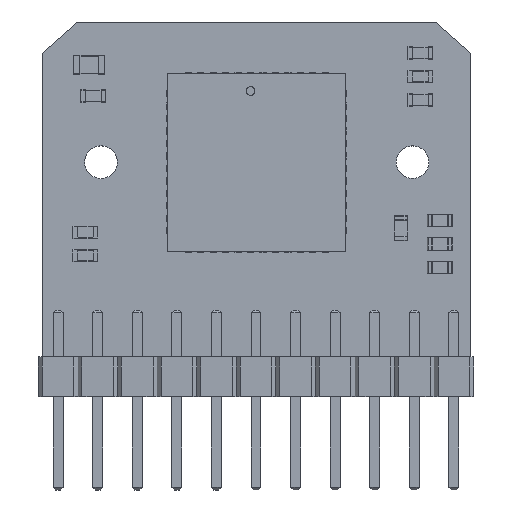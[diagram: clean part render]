
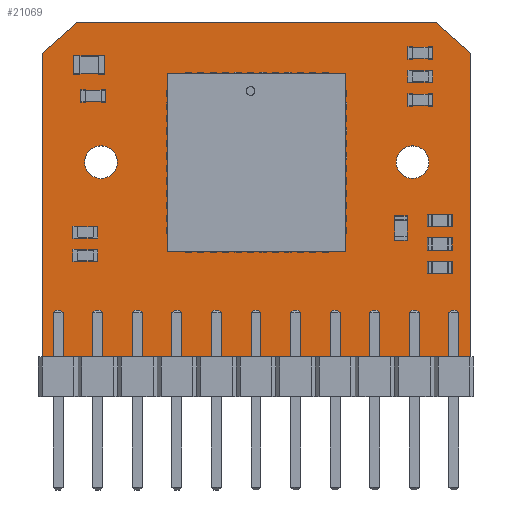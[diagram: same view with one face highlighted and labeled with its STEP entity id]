
A CAD part, top view. The second image highlights one B-rep face of the part: STEP entity #21069.
In plain terms, the highlighted planar face has unit normal (0, 0, 1).
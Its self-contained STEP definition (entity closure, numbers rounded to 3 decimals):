
#20919 = VERTEX_POINT('',#20920);
#20920 = CARTESIAN_POINT('',(46.75,-21.,1.6));
#20926 = EDGE_CURVE('',#20919,#20927,#20929,.T.);
#20927 = VERTEX_POINT('',#20928);
#20928 = CARTESIAN_POINT('',(46.75,-40.5,1.6));
#20929 = LINE('',#20930,#20931);
#20930 = CARTESIAN_POINT('',(46.75,-21.,1.6));
#20931 = VECTOR('',#20932,1.);
#20932 = DIRECTION('',(0.,-1.,0.));
#20959 = VERTEX_POINT('',#20960);
#20960 = CARTESIAN_POINT('',(44.5,-19.,1.6));
#20966 = EDGE_CURVE('',#20959,#20919,#20967,.T.);
#20967 = LINE('',#20968,#20969);
#20968 = CARTESIAN_POINT('',(44.5,-19.,1.6));
#20969 = VECTOR('',#20970,1.);
#20970 = DIRECTION('',(0.747,-0.664,0.));
#20988 = EDGE_CURVE('',#20927,#20989,#20991,.T.);
#20989 = VERTEX_POINT('',#20990);
#20990 = CARTESIAN_POINT('',(19.25,-40.5,1.6));
#20991 = LINE('',#20992,#20993);
#20992 = CARTESIAN_POINT('',(46.75,-40.5,1.6));
#20993 = VECTOR('',#20994,1.);
#20994 = DIRECTION('',(-1.,0.,0.));
#21069 = ADVANCED_FACE('',(#21070,#21097,#21108),#21119,.T.);
#21070 = FACE_BOUND('',#21071,.T.);
#21071 = EDGE_LOOP('',(#21072,#21073,#21074,#21082,#21090,#21096));
#21072 = ORIENTED_EDGE('',*,*,#20926,.F.);
#21073 = ORIENTED_EDGE('',*,*,#20966,.F.);
#21074 = ORIENTED_EDGE('',*,*,#21075,.F.);
#21075 = EDGE_CURVE('',#21076,#20959,#21078,.T.);
#21076 = VERTEX_POINT('',#21077);
#21077 = CARTESIAN_POINT('',(21.5,-19.,1.6));
#21078 = LINE('',#21079,#21080);
#21079 = CARTESIAN_POINT('',(21.5,-19.,1.6));
#21080 = VECTOR('',#21081,1.);
#21081 = DIRECTION('',(1.,0.,0.));
#21082 = ORIENTED_EDGE('',*,*,#21083,.F.);
#21083 = EDGE_CURVE('',#21084,#21076,#21086,.T.);
#21084 = VERTEX_POINT('',#21085);
#21085 = CARTESIAN_POINT('',(19.25,-21.,1.6));
#21086 = LINE('',#21087,#21088);
#21087 = CARTESIAN_POINT('',(19.25,-21.,1.6));
#21088 = VECTOR('',#21089,1.);
#21089 = DIRECTION('',(0.747,0.664,0.));
#21090 = ORIENTED_EDGE('',*,*,#21091,.F.);
#21091 = EDGE_CURVE('',#20989,#21084,#21092,.T.);
#21092 = LINE('',#21093,#21094);
#21093 = CARTESIAN_POINT('',(19.25,-40.5,1.6));
#21094 = VECTOR('',#21095,1.);
#21095 = DIRECTION('',(0.,1.,0.));
#21096 = ORIENTED_EDGE('',*,*,#20988,.F.);
#21097 = FACE_BOUND('',#21098,.T.);
#21098 = EDGE_LOOP('',(#21099));
#21099 = ORIENTED_EDGE('',*,*,#21100,.T.);
#21100 = EDGE_CURVE('',#21101,#21101,#21103,.T.);
#21101 = VERTEX_POINT('',#21102);
#21102 = CARTESIAN_POINT('',(23.,-29.05,1.6));
#21103 = CIRCLE('',#21104,1.05);
#21104 = AXIS2_PLACEMENT_3D('',#21105,#21106,#21107);
#21105 = CARTESIAN_POINT('',(23.,-28.,1.6));
#21106 = DIRECTION('',(-0.,0.,-1.));
#21107 = DIRECTION('',(-0.,-1.,0.));
#21108 = FACE_BOUND('',#21109,.T.);
#21109 = EDGE_LOOP('',(#21110));
#21110 = ORIENTED_EDGE('',*,*,#21111,.T.);
#21111 = EDGE_CURVE('',#21112,#21112,#21114,.T.);
#21112 = VERTEX_POINT('',#21113);
#21113 = CARTESIAN_POINT('',(43.,-29.05,1.6));
#21114 = CIRCLE('',#21115,1.05);
#21115 = AXIS2_PLACEMENT_3D('',#21116,#21117,#21118);
#21116 = CARTESIAN_POINT('',(43.,-28.,1.6));
#21117 = DIRECTION('',(-0.,0.,-1.));
#21118 = DIRECTION('',(-0.,-1.,0.));
#21119 = PLANE('',#21120);
#21120 = AXIS2_PLACEMENT_3D('',#21121,#21122,#21123);
#21121 = CARTESIAN_POINT('',(0.,0.,1.6));
#21122 = DIRECTION('',(0.,0.,1.));
#21123 = DIRECTION('',(1.,0.,-0.));
